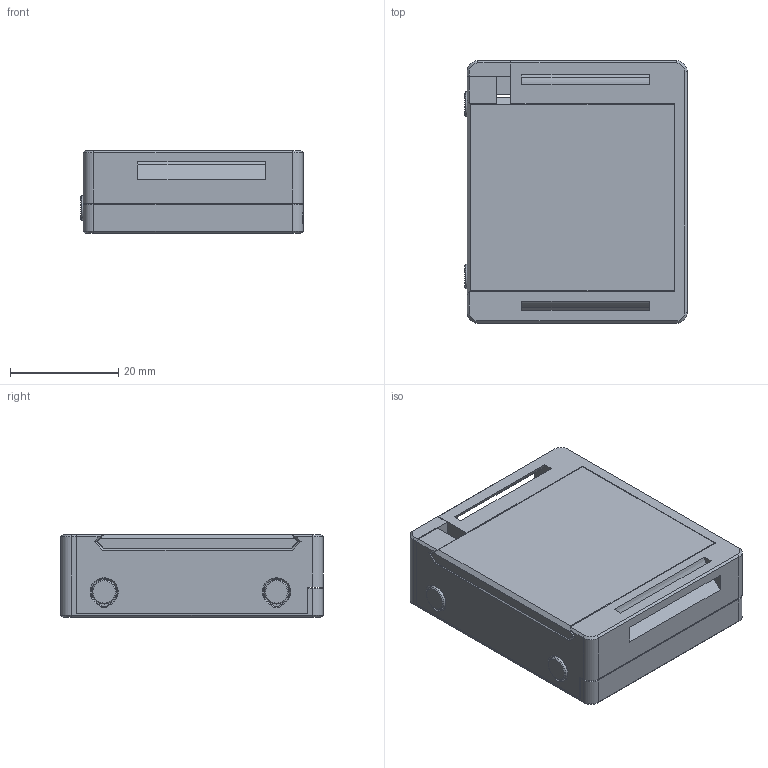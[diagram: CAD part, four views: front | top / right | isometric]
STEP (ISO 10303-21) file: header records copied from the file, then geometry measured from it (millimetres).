
FILE_DESCRIPTION(/* description */ (''),/* implementation_level */ '2;1');
FILE_NAME(/* name */ 'yatchy case for 20mm one piece strap.step',/* time_stamp */ '2025-10-16T05:44:11+08:00',/* author */ (''),/* organization */ (''),/* preprocessor_version */ 'ST-DEVELOPER v20.1',/* originating_system */ 'Autodesk Translation Framework v14.17.0.0',/* authorisation */ '');
FILE_SCHEMA (('AUTOMOTIVE_DESIGN { 1 0 10303 214 3 1 1 }'));
Length unit declared in the file: millimetre
Products named in the file (3): FusionComponent; Component1; button (1)
Assembly tree (2 placements, depth 2):
  FusionComponent
    Component1
    button (1)
Bounding box: 41 x 48.36 x 15.3 mm (x, y, z)
Volume: 14090.5 mm3; surface area: 16014.6 mm2
Topology: 8 solids, 8 shells, 523 faces, 1372 edges, 867 vertices
Faces by surface type: plane 318, cylinder 118, cone 33, bspline 28, torus 20, sphere 6
Full cylindrical faces by diameter (mm): 1.166 x4, 4.5 x4, 6.9 x4
Entity records: 17399 total; most frequent: CARTESIAN_POINT 4367, ORIENTED_EDGE 2744, DIRECTION 2635, EDGE_CURVE 1372, LINE 975, VECTOR 975, VERTEX_POINT 867, AXIS2_PLACEMENT_3D 830
